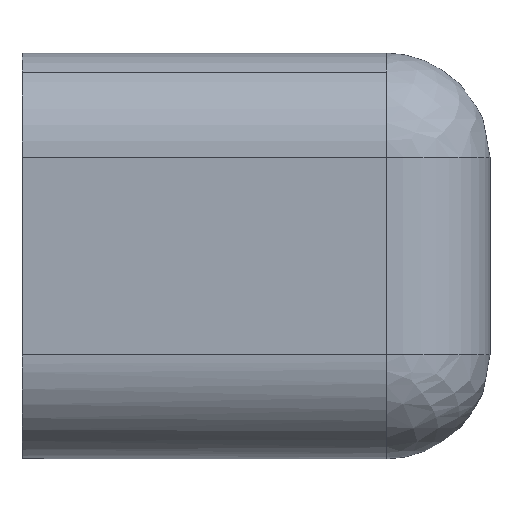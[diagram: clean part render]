
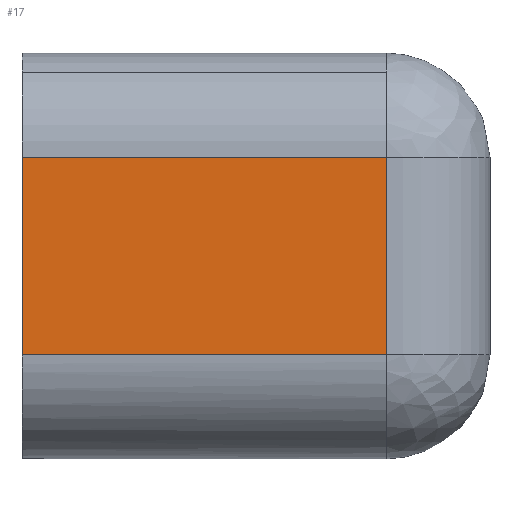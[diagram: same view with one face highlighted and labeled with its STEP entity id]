
A CAD part, front view. The second image highlights one B-rep face of the part: STEP entity #17.
In plain terms, the highlighted planar face has unit normal (0, -1, 0).
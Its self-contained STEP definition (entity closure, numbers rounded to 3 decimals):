
#17=ADVANCED_FACE('',(#30),#194,.T.);
#30=FACE_OUTER_BOUND('',#43,.T.);
#43=EDGE_LOOP('',(#61,#62,#63,#64));
#61=ORIENTED_EDGE('',*,*,#121,.F.);
#62=ORIENTED_EDGE('',*,*,#120,.F.);
#63=ORIENTED_EDGE('',*,*,#119,.T.);
#64=ORIENTED_EDGE('',*,*,#114,.T.);
#114=EDGE_CURVE('',#171,#172,#149,.T.);
#119=EDGE_CURVE('',#177,#171,#143,.T.);
#120=EDGE_CURVE('',#177,#178,#152,.T.);
#121=EDGE_CURVE('',#178,#172,#144,.T.);
#143=B_SPLINE_CURVE_WITH_KNOTS('',1,(#463,#464),.UNSPECIFIED.,.F.,.F.,(2,
2),(-11.396,0.),.UNSPECIFIED.);
#144=B_SPLINE_CURVE_WITH_KNOTS('',1,(#467,#468),.UNSPECIFIED.,.F.,.F.,(2,
2),(-11.396,0.),.UNSPECIFIED.);
#149=(
BOUNDED_CURVE()
B_SPLINE_CURVE(1,(#450,#451),.UNSPECIFIED.,.F.,.F.)
B_SPLINE_CURVE_WITH_KNOTS((2,2),(-14.,0.),.UNSPECIFIED.)
CURVE()
GEOMETRIC_REPRESENTATION_ITEM()
RATIONAL_B_SPLINE_CURVE((1.,1.))
REPRESENTATION_ITEM('')
);
#152=(
BOUNDED_CURVE()
B_SPLINE_CURVE(1,(#465,#466),.UNSPECIFIED.,.F.,.F.)
B_SPLINE_CURVE_WITH_KNOTS((2,2),(-14.,0.),.UNSPECIFIED.)
CURVE()
GEOMETRIC_REPRESENTATION_ITEM()
RATIONAL_B_SPLINE_CURVE((1.,1.))
REPRESENTATION_ITEM('')
);
#171=VERTEX_POINT('',#431);
#172=VERTEX_POINT('',#432);
#177=VERTEX_POINT('',#437);
#178=VERTEX_POINT('',#438);
#194=PLANE('',#294);
#294=AXIS2_PLACEMENT_3D('',#318,#306,$);
#306=DIRECTION('',(0.,-1.,0.));
#318=CARTESIAN_POINT('',(-34.118,-42.306,62.802));
#431=CARTESIAN_POINT('',(-55.118,-42.306,62.802));
#432=CARTESIAN_POINT('',(-34.118,-42.306,62.802));
#437=CARTESIAN_POINT('',(-55.118,-42.306,74.198));
#438=CARTESIAN_POINT('',(-34.118,-42.306,74.198));
#450=CARTESIAN_POINT('',(-55.118,-42.306,62.802));
#451=CARTESIAN_POINT('',(-34.118,-42.306,62.802));
#463=CARTESIAN_POINT('',(-55.118,-42.306,74.198));
#464=CARTESIAN_POINT('',(-55.118,-42.306,62.802));
#465=CARTESIAN_POINT('',(-55.118,-42.306,74.198));
#466=CARTESIAN_POINT('',(-34.118,-42.306,74.198));
#467=CARTESIAN_POINT('',(-34.118,-42.306,74.198));
#468=CARTESIAN_POINT('',(-34.118,-42.306,62.802));
